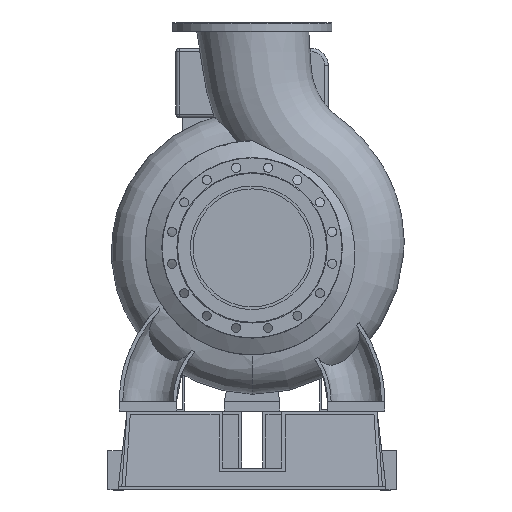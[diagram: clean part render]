
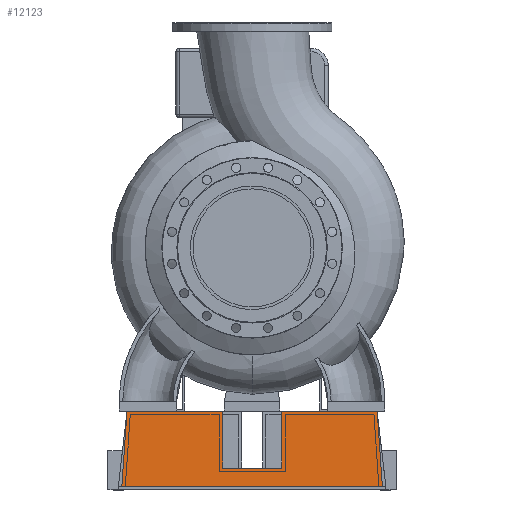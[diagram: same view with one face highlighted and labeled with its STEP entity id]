
A CAD part, left-side view. The second image highlights one B-rep face of the part: STEP entity #12123.
In plain terms, the highlighted planar face has unit normal (-0.998, 0, 0.069).
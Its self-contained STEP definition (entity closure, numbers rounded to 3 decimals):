
#1052=LINE('',#28429,#2039);
#1075=LINE('',#28474,#2062);
#1089=LINE('',#28503,#2076);
#1090=LINE('',#28504,#2077);
#1091=LINE('',#28506,#2078);
#1092=LINE('',#28508,#2079);
#1093=LINE('',#28509,#2080);
#1094=LINE('',#28510,#2081);
#2039=VECTOR('',#16303,10.);
#2062=VECTOR('',#16332,10.);
#2076=VECTOR('',#16360,10.);
#2077=VECTOR('',#16361,10.);
#2078=VECTOR('',#16362,10.);
#2079=VECTOR('',#16363,10.);
#2080=VECTOR('',#16364,10.);
#2081=VECTOR('',#16365,10.);
#2639=PLANE('',#13296);
#3597=FACE_OUTER_BOUND('',#4542,.T.);
#4542=EDGE_LOOP('',(#10832,#10833,#10834,#10835,#10836,#10837,#10838,#10839));
#6147=VERTEX_POINT('',#28426);
#6148=VERTEX_POINT('',#28428);
#6166=VERTEX_POINT('',#28471);
#6167=VERTEX_POINT('',#28473);
#6174=VERTEX_POINT('',#28501);
#6175=VERTEX_POINT('',#28502);
#6176=VERTEX_POINT('',#28505);
#6177=VERTEX_POINT('',#28507);
#7730=EDGE_CURVE('',#6147,#6148,#1052,.T.);
#7753=EDGE_CURVE('',#6166,#6167,#1075,.T.);
#7767=EDGE_CURVE('',#6174,#6175,#1089,.T.);
#7768=EDGE_CURVE('',#6175,#6167,#1090,.T.);
#7769=EDGE_CURVE('',#6166,#6176,#1091,.T.);
#7770=EDGE_CURVE('',#6177,#6176,#1092,.T.);
#7771=EDGE_CURVE('',#6148,#6177,#1093,.T.);
#7772=EDGE_CURVE('',#6147,#6174,#1094,.T.);
#10832=ORIENTED_EDGE('',*,*,#7767,.T.);
#10833=ORIENTED_EDGE('',*,*,#7768,.T.);
#10834=ORIENTED_EDGE('',*,*,#7753,.F.);
#10835=ORIENTED_EDGE('',*,*,#7769,.T.);
#10836=ORIENTED_EDGE('',*,*,#7770,.F.);
#10837=ORIENTED_EDGE('',*,*,#7771,.F.);
#10838=ORIENTED_EDGE('',*,*,#7730,.F.);
#10839=ORIENTED_EDGE('',*,*,#7772,.T.);
#12123=ADVANCED_FACE('',(#3597),#2639,.F.);
#13296=AXIS2_PLACEMENT_3D('',#28500,#16358,#16359);
#16303=DIRECTION('',(0.,-1.,0.));
#16332=DIRECTION('',(0.,-1.,0.));
#16358=DIRECTION('center_axis',(0.998,0.,
-0.069));
#16359=DIRECTION('ref_axis',(0.069,0.,0.998));
#16360=DIRECTION('',(0.,1.,0.));
#16361=DIRECTION('',(0.069,0.,0.998));
#16362=DIRECTION('',(-0.069,0.069,-0.995));
#16363=DIRECTION('',(0.,1.,0.));
#16364=DIRECTION('',(-0.069,-0.069,-0.995));
#16365=DIRECTION('',(-0.069,0.,-0.998));
#28426=CARTESIAN_POINT('',(-205.,-85.,227.));
#28428=CARTESIAN_POINT('',(-205.,-360.,227.));
#28429=CARTESIAN_POINT('',(-205.,-350.,227.));
#28471=CARTESIAN_POINT('',(-205.,360.,227.));
#28473=CARTESIAN_POINT('',(-205.,85.,227.));
#28474=CARTESIAN_POINT('',(-205.,-350.,227.));
#28500=CARTESIAN_POINT('Origin',(-205.,-350.,227.));
#28501=CARTESIAN_POINT('',(-216.336,-85.,63.));
#28502=CARTESIAN_POINT('',(-216.336,85.,63.));
#28503=CARTESIAN_POINT('',(-216.336,-175.,63.));
#28504=CARTESIAN_POINT('',(-204.013,85.,241.275));
#28505=CARTESIAN_POINT('',(-220.,375.,10.));
#28506=CARTESIAN_POINT('',(-205.,360.,227.));
#28507=CARTESIAN_POINT('',(-220.,-375.,10.));
#28508=CARTESIAN_POINT('',(-220.,-187.5,10.));
#28509=CARTESIAN_POINT('',(-205.,-360.,227.));
#28510=CARTESIAN_POINT('',(-205.083,-85.,225.796));
